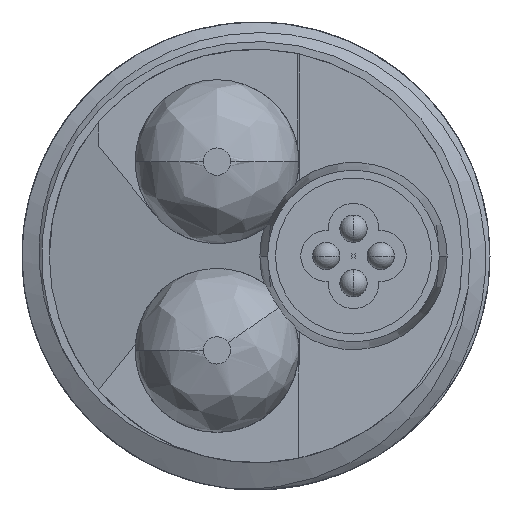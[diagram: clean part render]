
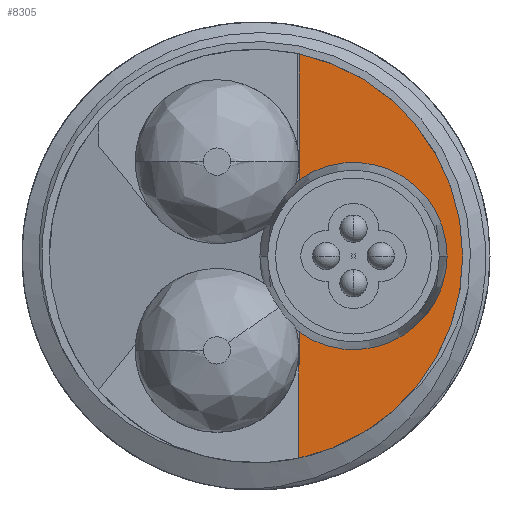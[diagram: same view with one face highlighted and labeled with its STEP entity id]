
A CAD part, front view. The second image highlights one B-rep face of the part: STEP entity #8305.
In plain terms, the highlighted planar face has unit normal (0, -1, 0).
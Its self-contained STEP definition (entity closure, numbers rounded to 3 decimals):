
#853=CARTESIAN_POINT('',(2.5,-1.77,0.));
#854=DIRECTION('',(0.,-1.,0.));
#855=DIRECTION('',(1.,0.,0.));
#856=AXIS2_PLACEMENT_3D('',#853,#854,#855);
#858=DIRECTION('',(0.,0.,1.));
#859=VECTOR('',#858,3.227);
#860=CARTESIAN_POINT('',(1.108,-1.77,1.955));
#861=LINE('',#860,#859);
#862=CARTESIAN_POINT('',(0.,-1.77,0.));
#863=DIRECTION('',(0.,-1.,0.));
#864=DIRECTION('',(1.,0.,0.));
#865=AXIS2_PLACEMENT_3D('',#862,#863,#864);
#867=CARTESIAN_POINT('',(0.,-1.77,0.));
#868=DIRECTION('',(0.,-1.,0.));
#869=DIRECTION('',(0.208,0.,-0.978));
#870=AXIS2_PLACEMENT_3D('',#867,#868,#869);
#872=CARTESIAN_POINT('',(1.101,-1.769,-5.185));
#873=CARTESIAN_POINT('',(1.101,-1.769,-4.456));
#874=CARTESIAN_POINT('',(1.102,-1.769,-3.728));
#875=CARTESIAN_POINT('',(1.102,-1.769,-3.));
#877=CARTESIAN_POINT('',(1.102,-1.769,-3.));
#878=CARTESIAN_POINT('',(1.102,-1.769,-2.806));
#879=CARTESIAN_POINT('',(1.104,-1.769,-2.615));
#880=CARTESIAN_POINT('',(1.104,-1.769,-2.421));
#882=DIRECTION('',(0.011,-0.003,1.));
#883=VECTOR('',#882,0.466);
#884=CARTESIAN_POINT('',(1.104,-1.769,-2.421));
#885=LINE('',#884,#883);
#886=CARTESIAN_POINT('',(2.5,-1.77,0.));
#887=DIRECTION('',(0.,-1.,0.));
#888=DIRECTION('',(-0.58,0.,-0.815));
#889=AXIS2_PLACEMENT_3D('',#886,#887,#888);
#954=CARTESIAN_POINT('',(1.104,-1.769,-2.421));
#7989=CARTESIAN_POINT('',(5.3,-1.77,0.));
#7990=VERTEX_POINT('',#7989);
#7991=CARTESIAN_POINT('',(1.108,-1.77,5.183));
#7992=VERTEX_POINT('',#7991);
#7993=CARTESIAN_POINT('',(1.1,-1.77,-5.185));
#7994=VERTEX_POINT('',#7993);
#8011=VERTEX_POINT('',#875);
#8041=CARTESIAN_POINT('',(4.9,-1.77,0.));
#8042=CARTESIAN_POINT('',(1.108,-1.77,1.955));
#8043=VERTEX_POINT('',#8041);
#8044=VERTEX_POINT('',#8042);
#8045=CARTESIAN_POINT('',(1.108,-1.77,-1.955));
#8046=VERTEX_POINT('',#8045);
#8055=VERTEX_POINT('',#954);
#8283=CARTESIAN_POINT('',(0.,-1.77,0.));
#8284=DIRECTION('',(0.,-1.,0.));
#8285=DIRECTION('',(1.,0.,0.));
#8286=AXIS2_PLACEMENT_3D('',#8283,#8284,#8285);
#8287=PLANE('',#8286);
#8288=ORIENTED_EDGE('',*,*,#8263,.T.);
#8290=ORIENTED_EDGE('',*,*,#8289,.T.);
#8292=ORIENTED_EDGE('',*,*,#8291,.F.);
#8294=ORIENTED_EDGE('',*,*,#8293,.F.);
#8296=ORIENTED_EDGE('',*,*,#8295,.T.);
#8298=ORIENTED_EDGE('',*,*,#8297,.T.);
#8300=ORIENTED_EDGE('',*,*,#8299,.T.);
#8302=ORIENTED_EDGE('',*,*,#8301,.T.);
#8303=EDGE_LOOP('',(#8288,#8290,#8292,#8294,#8296,#8298,#8300,#8302));
#8304=FACE_OUTER_BOUND('',#8303,.F.);
#8305=ADVANCED_FACE('',(#8304),#8287,.T.);
#857=CIRCLE('',#856,2.4);
#866=CIRCLE('',#865,5.3);
#871=CIRCLE('',#870,5.3);
#876=B_SPLINE_CURVE_WITH_KNOTS('',3,(#872,#873,#874,#875),.UNSPECIFIED.,.F.,.F.,
(4,4),(0.,1.),.UNSPECIFIED.);
#881=B_SPLINE_CURVE_WITH_KNOTS('',3,(#877,#878,#879,#880),.UNSPECIFIED.,.F.,.F.,
(4,4),(0.,1.),.UNSPECIFIED.);
#890=CIRCLE('',#889,2.4);
#8263=EDGE_CURVE('',#8043,#8044,#857,.T.);
#8289=EDGE_CURVE('',#8044,#7992,#861,.T.);
#8291=EDGE_CURVE('',#7990,#7992,#866,.T.);
#8293=EDGE_CURVE('',#7994,#7990,#871,.T.);
#8295=EDGE_CURVE('',#7994,#8011,#876,.T.);
#8297=EDGE_CURVE('',#8011,#8055,#881,.T.);
#8299=EDGE_CURVE('',#8055,#8046,#885,.T.);
#8301=EDGE_CURVE('',#8046,#8043,#890,.T.);
